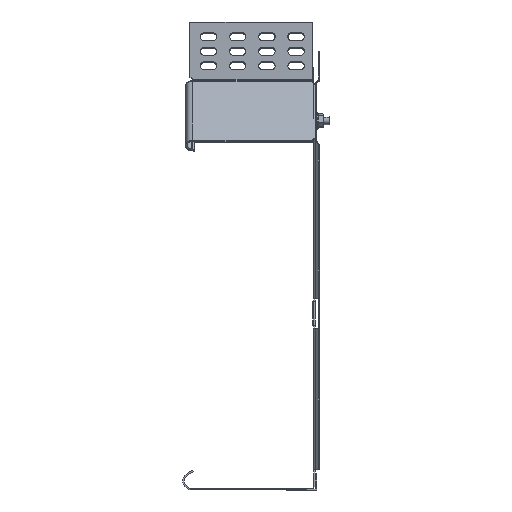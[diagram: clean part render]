
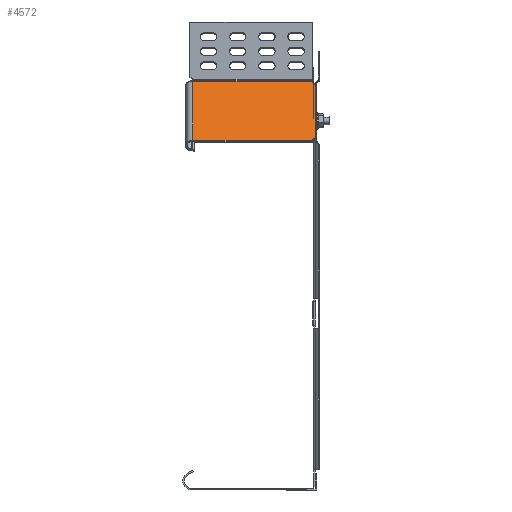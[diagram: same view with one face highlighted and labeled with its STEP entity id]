
A CAD part, left-side view. The second image highlights one B-rep face of the part: STEP entity #4572.
In plain terms, the highlighted face is planar.
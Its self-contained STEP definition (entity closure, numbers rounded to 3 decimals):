
#27 = CARTESIAN_POINT ( 'NONE',  ( 36., 125., 0. ) ) ;
#109 = ORIENTED_EDGE ( 'NONE', *, *, #12015, .T. ) ;
#710 = DIRECTION ( 'NONE',  ( 1., 0., 0. ) ) ;
#714 = VECTOR ( 'NONE', #7202, 1000. ) ;
#847 = CARTESIAN_POINT ( 'NONE',  ( -14., 0., 0. ) ) ;
#973 = CARTESIAN_POINT ( 'NONE',  ( 35., 21., 0. ) ) ;
#1147 = EDGE_CURVE ( 'NONE', #10083, #10064, #6603, .T. ) ;
#1187 = CARTESIAN_POINT ( 'NONE',  ( -32.976, 18.242, 0. ) ) ;
#1227 = VERTEX_POINT ( 'NONE', #4698 ) ;
#1387 = DIRECTION ( 'NONE',  ( 1., 0., 0. ) ) ;
#1534 = ORIENTED_EDGE ( 'NONE', *, *, #2869, .F. ) ;
#1576 = CARTESIAN_POINT ( 'NONE',  ( 35., 21., 0. ) ) ;
#1638 = CARTESIAN_POINT ( 'NONE',  ( 32.976, 18.242, 0. ) ) ;
#1788 = CARTESIAN_POINT ( 'NONE',  ( 36., 21., 0. ) ) ;
#1797 = LINE ( 'NONE', #847, #11443 ) ;
#2127 = DIRECTION ( 'NONE',  ( 0.707, -0.707, 0. ) ) ;
#2352 = ORIENTED_EDGE ( 'NONE', *, *, #8377, .F. ) ;
#2459 = CARTESIAN_POINT ( 'NONE',  ( -32.728, 17.46, 0. ) ) ;
#2754 = EDGE_CURVE ( 'NONE', #7917, #9632, #16092, .T. ) ;
#2869 = EDGE_CURVE ( 'NONE', #10945, #15997, #12914, .T. ) ;
#2876 = DIRECTION ( 'NONE',  ( 0.707, 0.707, 0. ) ) ;
#2901 = LINE ( 'NONE', #5490, #9218 ) ;
#2921 = CARTESIAN_POINT ( 'NONE',  ( 32.728, 17.46, 0. ) ) ;
#3035 = CARTESIAN_POINT ( 'NONE',  ( 14., 0., 0. ) ) ;
#3209 = CARTESIAN_POINT ( 'NONE',  ( -37.039, 17.46, 0. ) ) ;
#3229 = VECTOR ( 'NONE', #2876, 1000. ) ;
#3875 = CARTESIAN_POINT ( 'NONE',  ( -37.039, 125., 0. ) ) ;
#3973 = ORIENTED_EDGE ( 'NONE', *, *, #14134, .T. ) ;
#4089 = LINE ( 'NONE', #13432, #714 ) ;
#4156 = VECTOR ( 'NONE', #5131, 1000. ) ;
#4572 = ADVANCED_FACE ( 'NONE', ( #11101 ), #7654, .F. ) ;
#4698 = CARTESIAN_POINT ( 'NONE',  ( 36., 123.5, 0. ) ) ;
#4964 = CARTESIAN_POINT ( 'NONE',  ( -33.511, 19.351, 0. ) ) ;
#5131 = DIRECTION ( 'NONE',  ( 0., -1., 0. ) ) ;
#5490 = CARTESIAN_POINT ( 'NONE',  ( -37.039, 123.5, 0. ) ) ;
#5917 = EDGE_CURVE ( 'NONE', #15997, #10107, #4089, .T. ) ;
#5948 = EDGE_CURVE ( 'NONE', #10064, #6624, #7057, .T. ) ;
#6603 = LINE ( 'NONE', #3035, #3229 ) ;
#6624 = VERTEX_POINT ( 'NONE', #1788 ) ;
#7057 = LINE ( 'NONE', #1576, #9991 ) ;
#7202 = DIRECTION ( 'NONE',  ( 1., 0., 0. ) ) ;
#7405 = CARTESIAN_POINT ( 'NONE',  ( -35., 21., 0. ) ) ;
#7528 = LINE ( 'NONE', #27, #4156 ) ;
#7654 = PLANE ( 'NONE',  #10833 ) ;
#7905 = DIRECTION ( 'NONE',  ( 1., 0., 0. ) ) ;
#7917 = VERTEX_POINT ( 'NONE', #15667 ) ;
#7958 = ORIENTED_EDGE ( 'NONE', *, *, #11599, .F. ) ;
#8056 = DIRECTION ( 'NONE',  ( -1., 0., 0. ) ) ;
#8377 = EDGE_CURVE ( 'NONE', #1227, #10945, #2901, .T. ) ;
#8678 = ORIENTED_EDGE ( 'NONE', *, *, #12211, .F. ) ;
#8750 = EDGE_LOOP ( 'NONE', ( #2352, #3973, #10472, #11283, #109, #7958, #8936, #8678, #12763, #1534 ) ) ;
#8936 = ORIENTED_EDGE ( 'NONE', *, *, #2754, .F. ) ;
#8956 = DIRECTION ( 'NONE',  ( 0., 0., 1. ) ) ;
#9064 = B_SPLINE_CURVE_WITH_KNOTS ( 'NONE', 3,
 ( #14183, #15465, #9207, #1638, #10459, #2921 ),
 .UNSPECIFIED., .F., .F.,
 ( 4, 2, 4 ),
 ( 0.003, 0.004, 0.005 ),
 .UNSPECIFIED. ) ;
#9207 = CARTESIAN_POINT ( 'NONE',  ( 33.313, 18.991, 0. ) ) ;
#9218 = VECTOR ( 'NONE', #8056, 1000. ) ;
#9632 = VERTEX_POINT ( 'NONE', #11826 ) ;
#9960 = CARTESIAN_POINT ( 'NONE',  ( -33.71, 19.71, 0. ) ) ;
#9991 = VECTOR ( 'NONE', #7905, 1000. ) ;
#10022 = CARTESIAN_POINT ( 'NONE',  ( -32.838, 17.855, 0. ) ) ;
#10064 = VERTEX_POINT ( 'NONE', #973 ) ;
#10083 = VERTEX_POINT ( 'NONE', #12326 ) ;
#10107 = VERTEX_POINT ( 'NONE', #7405 ) ;
#10121 = VERTEX_POINT ( 'NONE', #14931 ) ;
#10236 = DIRECTION ( 'NONE',  ( 0., -1., 0. ) ) ;
#10459 = CARTESIAN_POINT ( 'NONE',  ( 32.838, 17.855, 0. ) ) ;
#10472 = ORIENTED_EDGE ( 'NONE', *, *, #5948, .F. ) ;
#10833 = AXIS2_PLACEMENT_3D ( 'NONE', #3875, #8956, #1387 ) ;
#10945 = VERTEX_POINT ( 'NONE', #15608 ) ;
#11101 = FACE_OUTER_BOUND ( 'NONE', #8750, .T. ) ;
#11263 = VECTOR ( 'NONE', #710, 1000. ) ;
#11283 = ORIENTED_EDGE ( 'NONE', *, *, #1147, .F. ) ;
#11443 = VECTOR ( 'NONE', #2127, 1000. ) ;
#11599 = EDGE_CURVE ( 'NONE', #9632, #10121, #14623, .T. ) ;
#11826 = CARTESIAN_POINT ( 'NONE',  ( -32.728, 17.46, 0. ) ) ;
#12015 = EDGE_CURVE ( 'NONE', #10083, #10121, #9064, .T. ) ;
#12211 = EDGE_CURVE ( 'NONE', #10107, #7917, #1797, .T. ) ;
#12326 = CARTESIAN_POINT ( 'NONE',  ( 33.71, 19.71, 0. ) ) ;
#12756 = CARTESIAN_POINT ( 'NONE',  ( -36., 125., 0. ) ) ;
#12763 = ORIENTED_EDGE ( 'NONE', *, *, #5917, .F. ) ;
#12914 = LINE ( 'NONE', #12756, #16268 ) ;
#13432 = CARTESIAN_POINT ( 'NONE',  ( -35., 21., 0. ) ) ;
#13764 = CARTESIAN_POINT ( 'NONE',  ( -36., 21., 0. ) ) ;
#14134 = EDGE_CURVE ( 'NONE', #1227, #6624, #7528, .T. ) ;
#14183 = CARTESIAN_POINT ( 'NONE',  ( 33.71, 19.71, 0. ) ) ;
#14623 = LINE ( 'NONE', #3209, #11263 ) ;
#14931 = CARTESIAN_POINT ( 'NONE',  ( 32.728, 17.46, 0. ) ) ;
#15023 = CARTESIAN_POINT ( 'NONE',  ( -33.313, 18.991, 0. ) ) ;
#15465 = CARTESIAN_POINT ( 'NONE',  ( 33.511, 19.351, 0. ) ) ;
#15608 = CARTESIAN_POINT ( 'NONE',  ( -36., 123.5, 0. ) ) ;
#15667 = CARTESIAN_POINT ( 'NONE',  ( -33.71, 19.71, 0. ) ) ;
#15997 = VERTEX_POINT ( 'NONE', #13764 ) ;
#16092 = B_SPLINE_CURVE_WITH_KNOTS ( 'NONE', 3,
 ( #9960, #4964, #15023, #1187, #10022, #2459 ),
 .UNSPECIFIED., .F., .F.,
 ( 4, 2, 4 ),
 ( 0.003, 0.004, 0.005 ),
 .UNSPECIFIED. ) ;
#16268 = VECTOR ( 'NONE', #10236, 1000. ) ;
